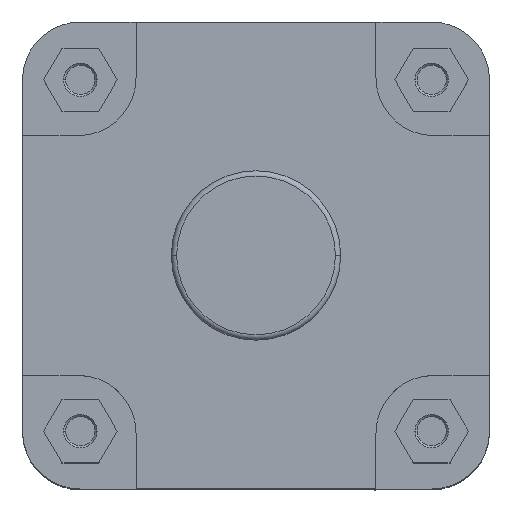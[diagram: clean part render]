
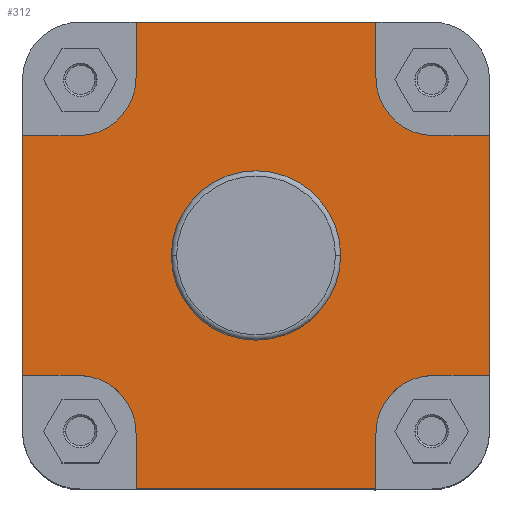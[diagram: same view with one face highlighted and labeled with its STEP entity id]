
A CAD part, top view. The second image highlights one B-rep face of the part: STEP entity #312.
In plain terms, the highlighted planar face has unit normal (0, 0, 1).
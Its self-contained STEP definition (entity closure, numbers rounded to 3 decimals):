
#34 = VERTEX_POINT ( 'NONE', #5143 ) ;
#35 = VERTEX_POINT ( 'NONE', #5168 ) ;
#36 = VERTEX_POINT ( 'NONE', #5169 ) ;
#37 = VERTEX_POINT ( 'NONE', #5167 ) ;
#38 = VERTEX_POINT ( 'NONE', #5162 ) ;
#39 = VERTEX_POINT ( 'NONE', #5157 ) ;
#40 = VERTEX_POINT ( 'NONE', #5153 ) ;
#41 = VERTEX_POINT ( 'NONE', #5171 ) ;
#42 = VERTEX_POINT ( 'NONE', #5133 ) ;
#43 = VERTEX_POINT ( 'NONE', #5131 ) ;
#44 = VERTEX_POINT ( 'NONE', #5129 ) ;
#45 = VERTEX_POINT ( 'NONE', #5132 ) ;
#46 = VERTEX_POINT ( 'NONE', #5130 ) ;
#47 = VERTEX_POINT ( 'NONE', #5136 ) ;
#48 = VERTEX_POINT ( 'NONE', #5123 ) ;
#49 = VERTEX_POINT ( 'NONE', #5124 ) ;
#107 = VERTEX_POINT ( 'NONE', #6299 ) ;
#108 = VERTEX_POINT ( 'NONE', #6304 ) ;
#312 = ADVANCED_FACE ( 'NONE', ( #831, #830 ), #5961, .F. ) ;
#830 = FACE_OUTER_BOUND ( 'NONE', #4579, .T. ) ;
#831 = FACE_BOUND ( 'NONE', #4582, .T. ) ;
#3047 = CIRCLE ( 'NONE', #5197, 39.9 ) ;
#3140 = LINE ( 'NONE', #3929, #3144 ) ;
#3143 = VECTOR ( 'NONE', #3937, 1000. ) ;
#3144 = VECTOR ( 'NONE', #3932, 1000. ) ;
#3145 = LINE ( 'NONE', #3936, #3143 ) ;
#3146 = VECTOR ( 'NONE', #3951, 1000. ) ;
#3147 = LINE ( 'NONE', #3931, #3149 ) ;
#3148 = CIRCLE ( 'NONE', #5208, 39.9 ) ;
#3149 = VECTOR ( 'NONE', #3939, 1000. ) ;
#3150 = VECTOR ( 'NONE', #3943, 1000. ) ;
#3151 = LINE ( 'NONE', #3938, #3150 ) ;
#3152 = CIRCLE ( 'NONE', #5211, 27.25 ) ;
#3153 = LINE ( 'NONE', #3945, #3154 ) ;
#3154 = VECTOR ( 'NONE', #3946, 1000. ) ;
#3155 = LINE ( 'NONE', #3952, #3160 ) ;
#3156 = LINE ( 'NONE', #3950, #3159 ) ;
#3157 = LINE ( 'NONE', #3944, #3146 ) ;
#3158 = CIRCLE ( 'NONE', #5210, 27.25 ) ;
#3159 = VECTOR ( 'NONE', #3953, 1000. ) ;
#3160 = VECTOR ( 'NONE', #3955, 1000. ) ;
#3161 = VECTOR ( 'NONE', #3960, 1000. ) ;
#3162 = LINE ( 'NONE', #3961, #3167 ) ;
#3163 = LINE ( 'NONE', #3959, #3166 ) ;
#3164 = LINE ( 'NONE', #3954, #3161 ) ;
#3165 = CIRCLE ( 'NONE', #5202, 27.25 ) ;
#3166 = VECTOR ( 'NONE', #3962, 1000. ) ;
#3167 = VECTOR ( 'NONE', #3964, 1000. ) ;
#3168 = VECTOR ( 'NONE', #3969, 1000. ) ;
#3169 = LINE ( 'NONE', #3963, #3168 ) ;
#3170 = CIRCLE ( 'NONE', #5212, 27.25 ) ;
#3809 = CARTESIAN_POINT ( 'NONE',  ( 0., 0., -65.368 ) ) ;
#3811 = DIRECTION ( 'NONE',  ( 0., 0., 1. ) ) ;
#3812 = DIRECTION ( 'NONE',  ( 1., 0., 0. ) ) ;
#3929 = CARTESIAN_POINT ( 'NONE',  ( -56.5, -83.75, -65.368 ) ) ;
#3931 = CARTESIAN_POINT ( 'NONE',  ( -110., -242.141, -65.368 ) ) ;
#3932 = DIRECTION ( 'NONE',  ( 0., 1., 0. ) ) ;
#3933 = CARTESIAN_POINT ( 'NONE',  ( 0., 0., -65.368 ) ) ;
#3934 = DIRECTION ( 'NONE',  ( 0., 0., 1. ) ) ;
#3935 = DIRECTION ( 'NONE',  ( 1., 0., 0. ) ) ;
#3936 = CARTESIAN_POINT ( 'NONE',  ( -110., -56.5, -65.368 ) ) ;
#3937 = DIRECTION ( 'NONE',  ( -1., 0., 0. ) ) ;
#3938 = CARTESIAN_POINT ( 'NONE',  ( 0., -110., -65.368 ) ) ;
#3939 = DIRECTION ( 'NONE',  ( 0., -1., 0. ) ) ;
#3940 = CARTESIAN_POINT ( 'NONE',  ( -83.75, -83.75, -65.368 ) ) ;
#3941 = DIRECTION ( 'NONE',  ( 0., 0., 1. ) ) ;
#3942 = DIRECTION ( 'NONE',  ( -1., 0., 0. ) ) ;
#3943 = DIRECTION ( 'NONE',  ( 1., 0., 0. ) ) ;
#3944 = CARTESIAN_POINT ( 'NONE',  ( 83.75, -56.5, -65.368 ) ) ;
#3945 = CARTESIAN_POINT ( 'NONE',  ( 56.5, -110., -65.368 ) ) ;
#3946 = DIRECTION ( 'NONE',  ( 0., -1., 0. ) ) ;
#3947 = CARTESIAN_POINT ( 'NONE',  ( 83.75, -83.75, -65.368 ) ) ;
#3948 = DIRECTION ( 'NONE',  ( 0., 0., 1. ) ) ;
#3949 = DIRECTION ( 'NONE',  ( -1., 0., 0. ) ) ;
#3950 = CARTESIAN_POINT ( 'NONE',  ( 110., -242.141, -65.368 ) ) ;
#3951 = DIRECTION ( 'NONE',  ( -1., 0., 0. ) ) ;
#3952 = CARTESIAN_POINT ( 'NONE',  ( 110., 56.5, -65.368 ) ) ;
#3953 = DIRECTION ( 'NONE',  ( 0., -1., 0. ) ) ;
#3954 = CARTESIAN_POINT ( 'NONE',  ( 56.5, 83.75, -65.368 ) ) ;
#3955 = DIRECTION ( 'NONE',  ( 1., 0., 0. ) ) ;
#3956 = CARTESIAN_POINT ( 'NONE',  ( 83.75, 83.75, -65.368 ) ) ;
#3957 = DIRECTION ( 'NONE',  ( 0., 0., 1. ) ) ;
#3958 = DIRECTION ( 'NONE',  ( -1., 0., 0. ) ) ;
#3959 = CARTESIAN_POINT ( 'NONE',  ( 0., 110., -65.368 ) ) ;
#3960 = DIRECTION ( 'NONE',  ( 0., -1., 0. ) ) ;
#3961 = CARTESIAN_POINT ( 'NONE',  ( -56.5, 110., -65.368 ) ) ;
#3962 = DIRECTION ( 'NONE',  ( 1., 0., 0. ) ) ;
#3963 = CARTESIAN_POINT ( 'NONE',  ( -83.75, 56.5, -65.368 ) ) ;
#3964 = DIRECTION ( 'NONE',  ( 0., 1., 0. ) ) ;
#3965 = CARTESIAN_POINT ( 'NONE',  ( -83.75, 83.75, -65.368 ) ) ;
#3966 = DIRECTION ( 'NONE',  ( 0., 0., 1. ) ) ;
#3967 = DIRECTION ( 'NONE',  ( -1., 0., 0. ) ) ;
#3969 = DIRECTION ( 'NONE',  ( 1., 0., 0. ) ) ;
#4579 = EDGE_LOOP ( 'NONE', ( #5627, #5729, #5681, #5776, #5566, #5579, #5689, #5727, #5582, #5824, #5826, #5783, #5832, #5833, #5549, #5655 ) ) ;
#4582 = EDGE_LOOP ( 'NONE', ( #5709, #5657 ) ) ;
#5123 = CARTESIAN_POINT ( 'NONE',  ( -110., -56.5, -65.368 ) ) ;
#5124 = CARTESIAN_POINT ( 'NONE',  ( -110., 56.5, -65.368 ) ) ;
#5129 = CARTESIAN_POINT ( 'NONE',  ( 56.5, -110., -65.368 ) ) ;
#5130 = CARTESIAN_POINT ( 'NONE',  ( -56.5, -83.75, -65.368 ) ) ;
#5131 = CARTESIAN_POINT ( 'NONE',  ( 56.5, -83.75, -65.368 ) ) ;
#5132 = CARTESIAN_POINT ( 'NONE',  ( -56.5, -110., -65.368 ) ) ;
#5133 = CARTESIAN_POINT ( 'NONE',  ( 83.75, -56.5, -65.368 ) ) ;
#5136 = CARTESIAN_POINT ( 'NONE',  ( -83.75, -56.5, -65.368 ) ) ;
#5143 = CARTESIAN_POINT ( 'NONE',  ( -83.75, 56.5, -65.368 ) ) ;
#5153 = CARTESIAN_POINT ( 'NONE',  ( 110., 56.5, -65.368 ) ) ;
#5157 = CARTESIAN_POINT ( 'NONE',  ( 83.75, 56.5, -65.368 ) ) ;
#5162 = CARTESIAN_POINT ( 'NONE',  ( 56.5, 83.75, -65.368 ) ) ;
#5167 = CARTESIAN_POINT ( 'NONE',  ( 56.5, 110., -65.368 ) ) ;
#5168 = CARTESIAN_POINT ( 'NONE',  ( -56.5, 83.75, -65.368 ) ) ;
#5169 = CARTESIAN_POINT ( 'NONE',  ( -56.5, 110., -65.368 ) ) ;
#5171 = CARTESIAN_POINT ( 'NONE',  ( 110., -56.5, -65.368 ) ) ;
#5197 = AXIS2_PLACEMENT_3D ( 'NONE', #3809, #3811, #3812 ) ;
#5202 = AXIS2_PLACEMENT_3D ( 'NONE', #3956, #3957, #3958 ) ;
#5208 = AXIS2_PLACEMENT_3D ( 'NONE', #3933, #3934, #3935 ) ;
#5210 = AXIS2_PLACEMENT_3D ( 'NONE', #3947, #3948, #3949 ) ;
#5211 = AXIS2_PLACEMENT_3D ( 'NONE', #3940, #3941, #3942 ) ;
#5212 = AXIS2_PLACEMENT_3D ( 'NONE', #3965, #3966, #3967 ) ;
#5549 = ORIENTED_EDGE ( 'NONE', *, *, #6665, .F. ) ;
#5566 = ORIENTED_EDGE ( 'NONE', *, *, #6655, .T. ) ;
#5579 = ORIENTED_EDGE ( 'NONE', *, *, #6656, .F. ) ;
#5582 = ORIENTED_EDGE ( 'NONE', *, *, #6659, .F. ) ;
#5627 = ORIENTED_EDGE ( 'NONE', *, *, #6653, .T. ) ;
#5655 = ORIENTED_EDGE ( 'NONE', *, *, #6666, .F. ) ;
#5657 = ORIENTED_EDGE ( 'NONE', *, *, #6651, .F. ) ;
#5681 = ORIENTED_EDGE ( 'NONE', *, *, #6654, .F. ) ;
#5689 = ORIENTED_EDGE ( 'NONE', *, *, #6657, .F. ) ;
#5709 = ORIENTED_EDGE ( 'NONE', *, *, #6595, .F. ) ;
#5727 = ORIENTED_EDGE ( 'NONE', *, *, #6658, .F. ) ;
#5729 = ORIENTED_EDGE ( 'NONE', *, *, #6652, .F. ) ;
#5776 = ORIENTED_EDGE ( 'NONE', *, *, #6650, .F. ) ;
#5783 = ORIENTED_EDGE ( 'NONE', *, *, #6662, .F. ) ;
#5824 = ORIENTED_EDGE ( 'NONE', *, *, #6660, .F. ) ;
#5826 = ORIENTED_EDGE ( 'NONE', *, *, #6661, .F. ) ;
#5832 = ORIENTED_EDGE ( 'NONE', *, *, #6663, .F. ) ;
#5833 = ORIENTED_EDGE ( 'NONE', *, *, #6664, .F. ) ;
#5959 = DIRECTION ( 'NONE',  ( -1., 0., 0. ) ) ;
#5960 = DIRECTION ( 'NONE',  ( 0., 0., -1. ) ) ;
#5961 = PLANE ( 'NONE',  #6868 ) ;
#5987 = CARTESIAN_POINT ( 'NONE',  ( 0., 39.9, -65.368 ) ) ;
#6299 = CARTESIAN_POINT ( 'NONE',  ( -39.9, 0., -65.368 ) ) ;
#6304 = CARTESIAN_POINT ( 'NONE',  ( 39.9, 0., -65.368 ) ) ;
#6595 = EDGE_CURVE ( 'NONE', #108, #107, #3047, .T. ) ;
#6650 = EDGE_CURVE ( 'NONE', #45, #46, #3140, .T. ) ;
#6651 = EDGE_CURVE ( 'NONE', #107, #108, #3148, .T. ) ;
#6652 = EDGE_CURVE ( 'NONE', #47, #48, #3145, .T. ) ;
#6653 = EDGE_CURVE ( 'NONE', #49, #48, #3147, .T. ) ;
#6654 = EDGE_CURVE ( 'NONE', #46, #47, #3152, .T. ) ;
#6655 = EDGE_CURVE ( 'NONE', #45, #44, #3151, .T. ) ;
#6656 = EDGE_CURVE ( 'NONE', #43, #44, #3153, .T. ) ;
#6657 = EDGE_CURVE ( 'NONE', #42, #43, #3158, .T. ) ;
#6658 = EDGE_CURVE ( 'NONE', #41, #42, #3157, .T. ) ;
#6659 = EDGE_CURVE ( 'NONE', #40, #41, #3156, .T. ) ;
#6660 = EDGE_CURVE ( 'NONE', #39, #40, #3155, .T. ) ;
#6661 = EDGE_CURVE ( 'NONE', #38, #39, #3165, .T. ) ;
#6662 = EDGE_CURVE ( 'NONE', #37, #38, #3164, .T. ) ;
#6663 = EDGE_CURVE ( 'NONE', #36, #37, #3163, .T. ) ;
#6664 = EDGE_CURVE ( 'NONE', #35, #36, #3162, .T. ) ;
#6665 = EDGE_CURVE ( 'NONE', #34, #35, #3170, .T. ) ;
#6666 = EDGE_CURVE ( 'NONE', #49, #34, #3169, .T. ) ;
#6868 = AXIS2_PLACEMENT_3D ( 'NONE', #5987, #5960, #5959 ) ;
